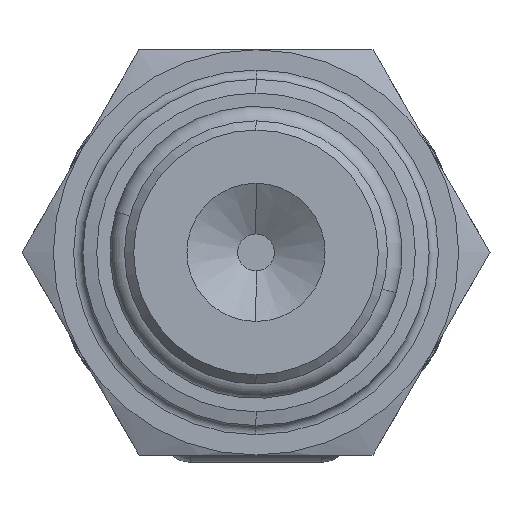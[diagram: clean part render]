
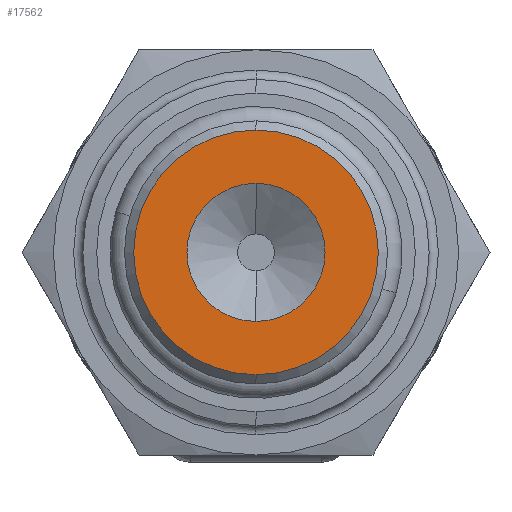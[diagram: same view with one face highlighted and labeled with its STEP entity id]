
A CAD part, front view. The second image highlights one B-rep face of the part: STEP entity #17562.
In plain terms, the highlighted planar face has unit normal (0, -1, 0).
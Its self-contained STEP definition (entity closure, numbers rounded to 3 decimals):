
#522 = DIRECTION ( 'NONE',  ( 0., -1., 0. ) ) ;
#939 = CIRCLE ( 'NONE', #20235, 6.64 ) ;
#1981 = AXIS2_PLACEMENT_3D ( 'NONE', #11111, #15210, #2943 ) ;
#2249 = VERTEX_POINT ( 'NONE', #9041 ) ;
#2395 = VERTEX_POINT ( 'NONE', #20186 ) ;
#2943 = DIRECTION ( 'NONE',  ( 0., 0., -1. ) ) ;
#3083 = DIRECTION ( 'NONE',  ( 0., -1., 0. ) ) ;
#3698 = CARTESIAN_POINT ( 'NONE',  ( 0., 0., 0. ) ) ;
#4025 = ORIENTED_EDGE ( 'NONE', *, *, #5327, .F. ) ;
#4911 = AXIS2_PLACEMENT_3D ( 'NONE', #12856, #522, #18089 ) ;
#4998 = DIRECTION ( 'NONE',  ( 0., -1., 0. ) ) ;
#5235 = VERTEX_POINT ( 'NONE', #20484 ) ;
#5327 = EDGE_CURVE ( 'NONE', #2395, #2249, #20433, .T. ) ;
#5768 = DIRECTION ( 'NONE',  ( 0., 0., -1. ) ) ;
#6478 = AXIS2_PLACEMENT_3D ( 'NONE', #3698, #18052, #5768 ) ;
#7983 = EDGE_LOOP ( 'NONE', ( #10466, #8911 ) ) ;
#8757 = AXIS2_PLACEMENT_3D ( 'NONE', #17293, #4998, #19366 ) ;
#8911 = ORIENTED_EDGE ( 'NONE', *, *, #9759, .T. ) ;
#9041 = CARTESIAN_POINT ( 'NONE',  ( 0., 0., 3.75 ) ) ;
#9759 = EDGE_CURVE ( 'NONE', #5235, #22023, #15999, .T. ) ;
#10466 = ORIENTED_EDGE ( 'NONE', *, *, #21832, .T. ) ;
#11111 = CARTESIAN_POINT ( 'NONE',  ( 0., 0., 0. ) ) ;
#12856 = CARTESIAN_POINT ( 'NONE',  ( 0., 0., 0. ) ) ;
#12868 = ORIENTED_EDGE ( 'NONE', *, *, #18291, .F. ) ;
#13313 = FACE_OUTER_BOUND ( 'NONE', #7983, .T. ) ;
#14855 = CIRCLE ( 'NONE', #6478, 3.75 ) ;
#15210 = DIRECTION ( 'NONE',  ( 0., -1., 0. ) ) ;
#15357 = CARTESIAN_POINT ( 'NONE',  ( 0., 0., 0. ) ) ;
#15999 = CIRCLE ( 'NONE', #8757, 6.64 ) ;
#17293 = CARTESIAN_POINT ( 'NONE',  ( 0., 0., 0. ) ) ;
#17440 = DIRECTION ( 'NONE',  ( 0., 0., -1. ) ) ;
#17562 = ADVANCED_FACE ( 'NONE', ( #13313, #24218 ), #21378, .T. ) ;
#18052 = DIRECTION ( 'NONE',  ( 0., -1., 0. ) ) ;
#18089 = DIRECTION ( 'NONE',  ( 0., 0., -1. ) ) ;
#18291 = EDGE_CURVE ( 'NONE', #2249, #2395, #14855, .T. ) ;
#19366 = DIRECTION ( 'NONE',  ( 0., 0., -1. ) ) ;
#20186 = CARTESIAN_POINT ( 'NONE',  ( 0., 0., -3.75 ) ) ;
#20235 = AXIS2_PLACEMENT_3D ( 'NONE', #15357, #3083, #17440 ) ;
#20433 = CIRCLE ( 'NONE', #4911, 3.75 ) ;
#20484 = CARTESIAN_POINT ( 'NONE',  ( 0., 0., -6.64 ) ) ;
#21064 = CARTESIAN_POINT ( 'NONE',  ( 0., 0., 6.64 ) ) ;
#21378 = PLANE ( 'NONE',  #1981 ) ;
#21832 = EDGE_CURVE ( 'NONE', #22023, #5235, #939, .T. ) ;
#22023 = VERTEX_POINT ( 'NONE', #21064 ) ;
#22378 = EDGE_LOOP ( 'NONE', ( #4025, #12868 ) ) ;
#24218 = FACE_BOUND ( 'NONE', #22378, .T. ) ;
